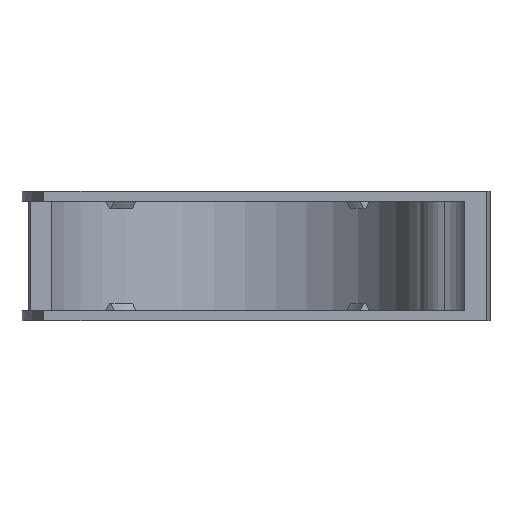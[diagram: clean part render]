
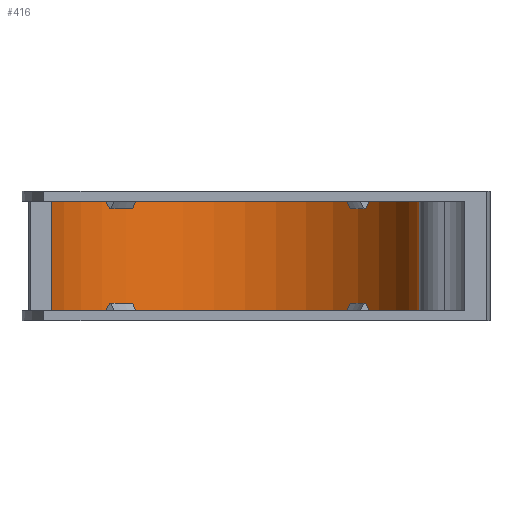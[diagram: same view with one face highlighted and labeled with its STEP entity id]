
A CAD part, front view. The second image highlights one B-rep face of the part: STEP entity #416.
In plain terms, the highlighted cylindrical face has radius 19 mm (diameter 38 mm), a partial arc.
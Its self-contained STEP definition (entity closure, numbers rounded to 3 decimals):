
#95=CARTESIAN_POINT('Vertex',(-18.028,6.,5.5)) ;
#98=CARTESIAN_POINT('Axis2P3D Location',(0.,0.,5.5)) ;
#102=CARTESIAN_POINT('Vertex',(19.,0.,5.5)) ;
#374=CARTESIAN_POINT('Line Origine',(19.,0.,0.)) ;
#378=CARTESIAN_POINT('Vertex',(19.,0.,-5.5)) ;
#393=CARTESIAN_POINT('Axis2P3D Location',(0.,0.,0.)) ;
#398=CARTESIAN_POINT('Line Origine',(-18.028,6.,0.)) ;
#402=CARTESIAN_POINT('Vertex',(-18.028,6.,-5.5)) ;
#405=CARTESIAN_POINT('Axis2P3D Location',(0.,0.,-5.5)) ;
#99=DIRECTION('Axis2P3D Direction',(0.,0.,1.)) ;
#375=DIRECTION('Vector Direction',(0.,0.,1.)) ;
#394=DIRECTION('Axis2P3D Direction',(0.,0.,1.)) ;
#395=DIRECTION('Axis2P3D XDirection',(1.,0.,0.)) ;
#399=DIRECTION('Vector Direction',(0.,0.,1.)) ;
#406=DIRECTION('Axis2P3D Direction',(0.,0.,1.)) ;
#100=AXIS2_PLACEMENT_3D('Circle Axis2P3D',#98,#99,$) ;
#396=AXIS2_PLACEMENT_3D('Cylinder Axis2P3D',#393,#394,#395) ;
#407=AXIS2_PLACEMENT_3D('Circle Axis2P3D',#405,#406,$) ;
#411=ORIENTED_EDGE('',*,*,#404,.F.) ;
#412=ORIENTED_EDGE('',*,*,#409,.T.) ;
#413=ORIENTED_EDGE('',*,*,#380,.T.) ;
#414=ORIENTED_EDGE('',*,*,#104,.F.) ;
#376=VECTOR('Line Direction',#375,1.) ;
#400=VECTOR('Line Direction',#399,1.) ;
#416=ADVANCED_FACE('PartBody',(#415),#397,.F.) ;
#101=CIRCLE('generated circle',#100,19.) ;
#408=CIRCLE('generated circle',#407,19.) ;
#397=CYLINDRICAL_SURFACE('generated cylinder',#396,19.) ;
#104=EDGE_CURVE('',#96,#103,#101,.F.) ;
#380=EDGE_CURVE('',#379,#103,#377,.T.) ;
#404=EDGE_CURVE('',#403,#96,#401,.T.) ;
#409=EDGE_CURVE('',#403,#379,#408,.F.) ;
#410=EDGE_LOOP('',(#411,#412,#413,#414)) ;
#415=FACE_OUTER_BOUND('',#410,.T.) ;
#377=LINE('Line',#374,#376) ;
#401=LINE('Line',#398,#400) ;
#96=VERTEX_POINT('',#95) ;
#103=VERTEX_POINT('',#102) ;
#379=VERTEX_POINT('',#378) ;
#403=VERTEX_POINT('',#402) ;
